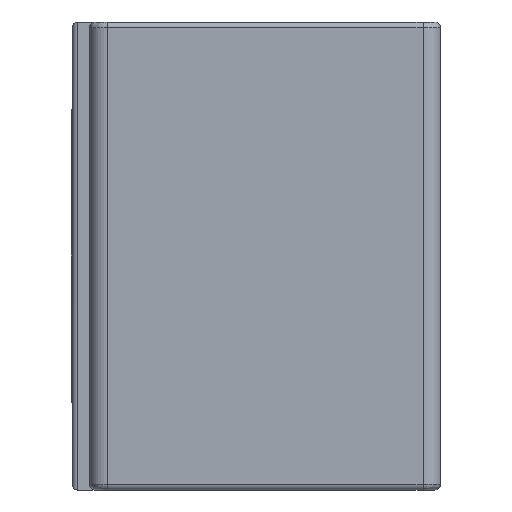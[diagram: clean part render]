
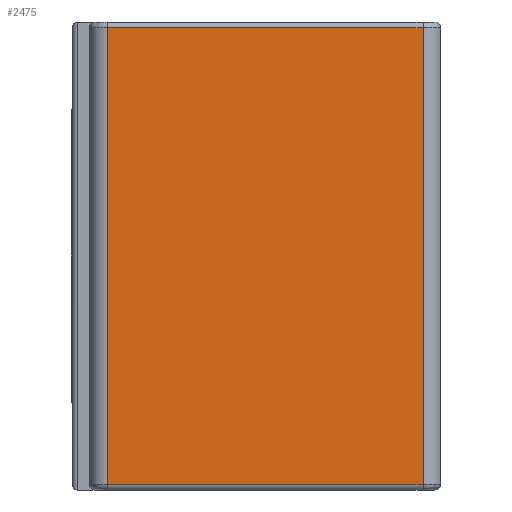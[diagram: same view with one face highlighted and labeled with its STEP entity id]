
A CAD part, left-side view. The second image highlights one B-rep face of the part: STEP entity #2475.
In plain terms, the highlighted planar face has unit normal (-1, 0, 0).
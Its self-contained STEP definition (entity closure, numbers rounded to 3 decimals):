
#18 = CARTESIAN_POINT ( 'NONE',  ( -0.8, 0.15, -0.39 ) ) ;
#264 = PLANE ( 'NONE',  #1845 ) ;
#281 = DIRECTION ( 'NONE',  ( 0., 0., 1. ) ) ;
#318 = VECTOR ( 'NONE', #2182, 1000. ) ;
#393 = ORIENTED_EDGE ( 'NONE', *, *, #896, .F. ) ;
#422 = CARTESIAN_POINT ( 'NONE',  ( -0.8, 0.03, 0.4 ) ) ;
#604 = LINE ( 'NONE', #422, #1565 ) ;
#896 = EDGE_CURVE ( 'NONE', #1404, #1530, #1872, .T. ) ;
#951 = EDGE_CURVE ( 'NONE', #1530, #2089, #604, .T. ) ;
#1101 = EDGE_CURVE ( 'NONE', #2089, #1212, #1350, .T. ) ;
#1158 = ORIENTED_EDGE ( 'NONE', *, *, #951, .F. ) ;
#1212 = VERTEX_POINT ( 'NONE', #2098 ) ;
#1259 = VECTOR ( 'NONE', #1674, 1000. ) ;
#1350 = LINE ( 'NONE', #18, #318 ) ;
#1404 = VERTEX_POINT ( 'NONE', #2617 ) ;
#1421 = CARTESIAN_POINT ( 'NONE',  ( -0.8, 0.57, 0.4 ) ) ;
#1466 = ORIENTED_EDGE ( 'NONE', *, *, #2558, .T. ) ;
#1482 = ORIENTED_EDGE ( 'NONE', *, *, #1101, .F. ) ;
#1493 = CARTESIAN_POINT ( 'NONE',  ( -0.8, 0.15, 0.39 ) ) ;
#1518 = CARTESIAN_POINT ( 'NONE',  ( -0.8, 0.03, 0.39 ) ) ;
#1530 = VERTEX_POINT ( 'NONE', #1518 ) ;
#1550 = CARTESIAN_POINT ( 'NONE',  ( -0.8, 0., 0.4 ) ) ;
#1553 = CARTESIAN_POINT ( 'NONE',  ( -0.8, 0.03, -0.39 ) ) ;
#1565 = VECTOR ( 'NONE', #2741, 1000. ) ;
#1674 = DIRECTION ( 'NONE',  ( 0., -1., 0. ) ) ;
#1845 = AXIS2_PLACEMENT_3D ( 'NONE', #1550, #2403, #281 ) ;
#1872 = LINE ( 'NONE', #1493, #1259 ) ;
#2000 = DIRECTION ( 'NONE',  ( 0., 0., -1. ) ) ;
#2089 = VERTEX_POINT ( 'NONE', #1553 ) ;
#2098 = CARTESIAN_POINT ( 'NONE',  ( -0.8, 0.57, -0.39 ) ) ;
#2180 = FACE_OUTER_BOUND ( 'NONE', #2268, .T. ) ;
#2182 = DIRECTION ( 'NONE',  ( 0., 1., 0. ) ) ;
#2268 = EDGE_LOOP ( 'NONE', ( #393, #1466, #1482, #1158 ) ) ;
#2335 = VECTOR ( 'NONE', #2000, 1000. ) ;
#2403 = DIRECTION ( 'NONE',  ( -1., 0., 0. ) ) ;
#2475 = ADVANCED_FACE ( 'NONE', ( #2180 ), #264, .T. ) ;
#2558 = EDGE_CURVE ( 'NONE', #1404, #1212, #2691, .T. ) ;
#2617 = CARTESIAN_POINT ( 'NONE',  ( -0.8, 0.57, 0.39 ) ) ;
#2691 = LINE ( 'NONE', #1421, #2335 ) ;
#2741 = DIRECTION ( 'NONE',  ( 0., 0., -1. ) ) ;
